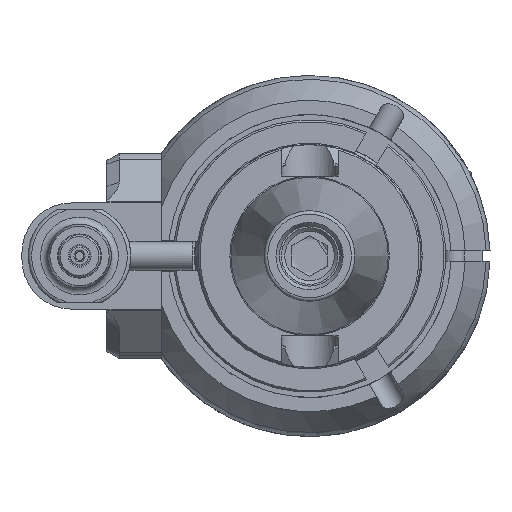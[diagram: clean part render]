
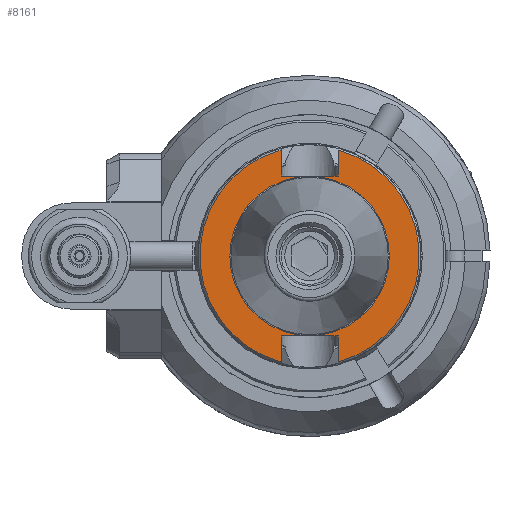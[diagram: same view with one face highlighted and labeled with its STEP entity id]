
A CAD part, left-side view. The second image highlights one B-rep face of the part: STEP entity #8161.
In plain terms, the highlighted planar face has unit normal (-1, 0, 0).
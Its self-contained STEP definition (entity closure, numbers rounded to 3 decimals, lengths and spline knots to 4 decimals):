
#124=FACE_BOUND('',#1347,.T.);
#384=PLANE('',#8871);
#821=FACE_OUTER_BOUND('',#1346,.T.);
#1346=EDGE_LOOP('',(#6443,#6444,#6445,#6446,#6447,#6448,#6449,#6450));
#1347=EDGE_LOOP('',(#6451));
#1808=CIRCLE('',#8869,0.8868);
#1810=CIRCLE('',#8872,1.2205);
#1811=CIRCLE('',#8873,1.2205);
#2419=LINE('',#42998,#3001);
#2420=LINE('',#43000,#3002);
#2421=LINE('',#43002,#3003);
#2422=LINE('',#43006,#3004);
#2423=LINE('',#43008,#3005);
#2424=LINE('',#43009,#3006);
#3001=VECTOR('',#10381,0.2888);
#3002=VECTOR('',#10382,0.6339);
#3003=VECTOR('',#10383,0.2888);
#3004=VECTOR('',#10386,0.2888);
#3005=VECTOR('',#10387,0.6339);
#3006=VECTOR('',#10388,0.2888);
#3677=VERTEX_POINT('',#42990);
#3678=VERTEX_POINT('',#42994);
#3679=VERTEX_POINT('',#42995);
#3680=VERTEX_POINT('',#42997);
#3681=VERTEX_POINT('',#42999);
#3682=VERTEX_POINT('',#43001);
#3683=VERTEX_POINT('',#43003);
#3684=VERTEX_POINT('',#43005);
#3685=VERTEX_POINT('',#43007);
#4672=EDGE_CURVE('',#3677,#3677,#1808,.T.);
#4674=EDGE_CURVE('',#3678,#3679,#1810,.T.);
#4675=EDGE_CURVE('',#3680,#3679,#2419,.T.);
#4676=EDGE_CURVE('',#3680,#3681,#2420,.T.);
#4677=EDGE_CURVE('',#3682,#3681,#2421,.T.);
#4678=EDGE_CURVE('',#3682,#3683,#1811,.T.);
#4679=EDGE_CURVE('',#3684,#3683,#2422,.T.);
#4680=EDGE_CURVE('',#3685,#3684,#2423,.T.);
#4681=EDGE_CURVE('',#3678,#3685,#2424,.T.);
#6443=ORIENTED_EDGE('',*,*,#4674,.T.);
#6444=ORIENTED_EDGE('',*,*,#4675,.F.);
#6445=ORIENTED_EDGE('',*,*,#4676,.T.);
#6446=ORIENTED_EDGE('',*,*,#4677,.F.);
#6447=ORIENTED_EDGE('',*,*,#4678,.T.);
#6448=ORIENTED_EDGE('',*,*,#4679,.F.);
#6449=ORIENTED_EDGE('',*,*,#4680,.F.);
#6450=ORIENTED_EDGE('',*,*,#4681,.F.);
#6451=ORIENTED_EDGE('',*,*,#4672,.T.);
#8161=ADVANCED_FACE('',(#821,#124),#384,.F.);
#8869=AXIS2_PLACEMENT_3D('',#42991,#10373,#10374);
#8871=AXIS2_PLACEMENT_3D('',#42993,#10377,#10378);
#8872=AXIS2_PLACEMENT_3D('',#42996,#10379,#10380);
#8873=AXIS2_PLACEMENT_3D('',#43004,#10384,#10385);
#10373=DIRECTION('center_axis',(1.,0.,0.));
#10374=DIRECTION('ref_axis',(0.,1.,0.));
#10377=DIRECTION('center_axis',(1.,0.,0.));
#10378=DIRECTION('ref_axis',(0.,-1.,0.));
#10379=DIRECTION('center_axis',(-1.,0.,0.));
#10380=DIRECTION('ref_axis',(0.,-0.26,-0.966));
#10381=DIRECTION('',(0.,0.,1.));
#10382=DIRECTION('',(0.,1.,0.));
#10383=DIRECTION('',(0.,0.,-1.));
#10384=DIRECTION('center_axis',(-1.,0.,0.));
#10385=DIRECTION('ref_axis',(0.,0.26,0.966));
#10386=DIRECTION('',(0.,0.,-1.));
#10387=DIRECTION('',(0.,1.,0.));
#10388=DIRECTION('',(0.,0.,1.));
#42990=CARTESIAN_POINT('',(-3.3071,0.8868,0.));
#42991=CARTESIAN_POINT('Origin',(-3.3071,0.,0.));
#42993=CARTESIAN_POINT('Origin',(-3.3071,-0.8927,0.));
#42994=CARTESIAN_POINT('',(-3.3071,-0.3169,-1.1786));
#42995=CARTESIAN_POINT('',(-3.3071,-0.3169,1.1786));
#42996=CARTESIAN_POINT('Origin',(-3.3071,0.,0.));
#42997=CARTESIAN_POINT('',(-3.3071,-0.3169,0.8898));
#42998=CARTESIAN_POINT('',(-3.3071,-0.3169,0.8898));
#42999=CARTESIAN_POINT('',(-3.3071,0.3169,0.8898));
#43000=CARTESIAN_POINT('',(-3.3071,-0.3169,0.8898));
#43001=CARTESIAN_POINT('',(-3.3071,0.3169,1.1786));
#43002=CARTESIAN_POINT('',(-3.3071,0.3169,1.1786));
#43003=CARTESIAN_POINT('',(-3.3071,0.3169,-1.1786));
#43004=CARTESIAN_POINT('Origin',(-3.3071,0.,0.));
#43005=CARTESIAN_POINT('',(-3.3071,0.3169,-0.8898));
#43006=CARTESIAN_POINT('',(-3.3071,0.3169,-0.8898));
#43007=CARTESIAN_POINT('',(-3.3071,-0.3169,-0.8898));
#43008=CARTESIAN_POINT('',(-3.3071,-0.3169,-0.8898));
#43009=CARTESIAN_POINT('',(-3.3071,-0.3169,-1.1786));
